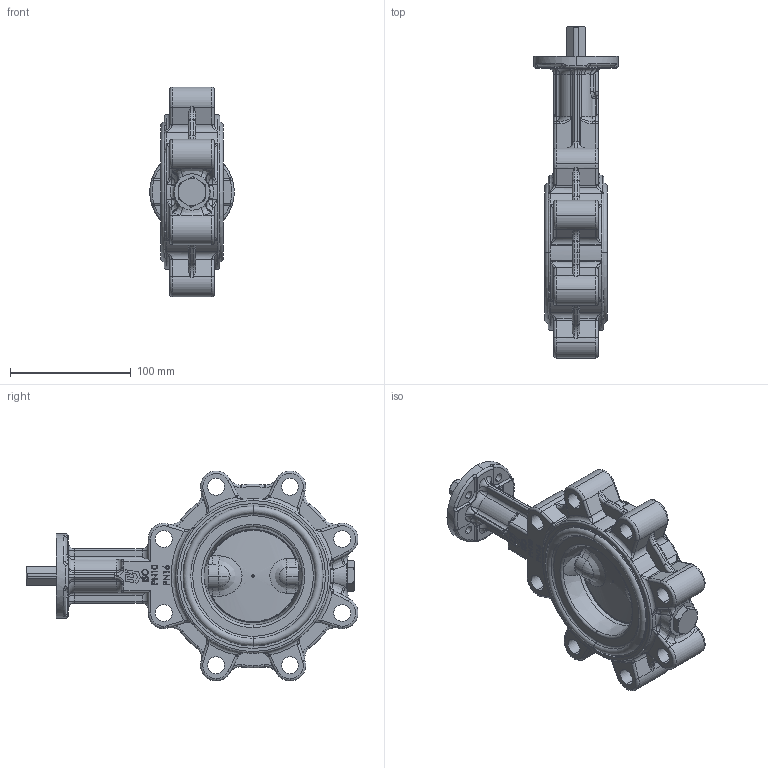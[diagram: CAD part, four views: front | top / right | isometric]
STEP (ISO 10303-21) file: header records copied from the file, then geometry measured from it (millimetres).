
FILE_DESCRIPTION (( 'STEP AP214' ), '1' );
FILE_NAME ('AK02_DN080_PN10-16.STEP', '2022-07-19T12:22:22', ( '' ), ( '' ), 'SwSTEP 2.0', 'SolidWorks 2021', '' );
FILE_SCHEMA (( 'AUTOMOTIVE_DESIGN' ));
Length unit declared in the file: metre
Products named in the file (1): AK02_DN080_PN10-16
Bounding box: 70 x 274.88 x 173.82 mm (x, y, z)
Volume: 722490.6 mm3; surface area: 117270.3 mm2
Topology: 1 solids, 7 shells, 1354 faces, 3438 edges, 2116 vertices
Faces by surface type: plane 408, bspline 397, cylinder 300, torus 193, cone 41, sphere 15
Entity records: 79021 total; most frequent: CARTESIAN_POINT 35437, ORIENTED_EDGE 6770, DIRECTION 5229, EDGE_CURVE 3385, VERTEX_POINT 2113, AXIS2_PLACEMENT_3D 1950, EDGE_LOOP 1446, FACE_OUTER_BOUND 1354
